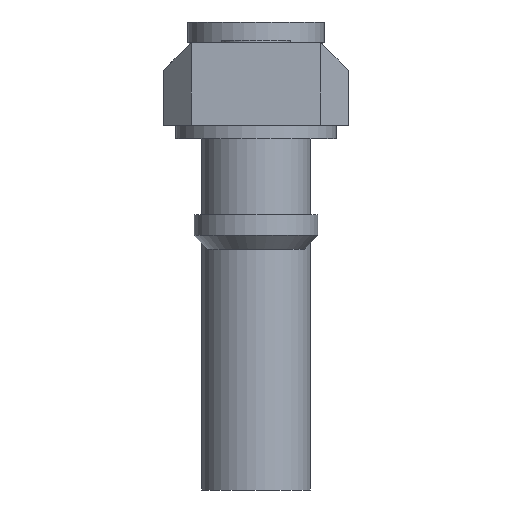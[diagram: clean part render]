
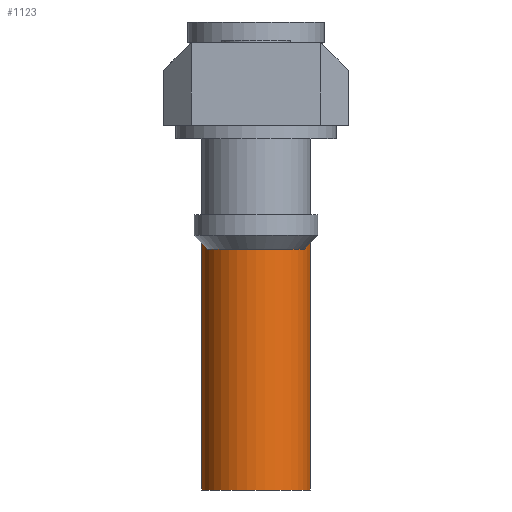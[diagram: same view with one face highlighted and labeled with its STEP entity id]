
A CAD part, left-side view. The second image highlights one B-rep face of the part: STEP entity #1123.
In plain terms, the highlighted cylindrical face has radius 3.95 mm (diameter 7.9 mm), a full revolution.
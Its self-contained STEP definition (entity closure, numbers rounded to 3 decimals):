
#137=FACE_OUTER_BOUND('',#210,.T.);
#210=EDGE_LOOP('',(#984,#985,#986,#987,#988,#989));
#308=LINE('',#1876,#405);
#405=VECTOR('',#1563,3.95);
#449=CIRCLE('',#1246,3.95);
#450=CIRCLE('',#1247,3.95);
#451=CIRCLE('',#1250,3.95);
#452=CIRCLE('',#1251,3.95);
#550=VERTEX_POINT('',#1866);
#551=VERTEX_POINT('',#1867);
#552=VERTEX_POINT('',#1872);
#553=VERTEX_POINT('',#1873);
#695=EDGE_CURVE('',#550,#551,#449,.T.);
#696=EDGE_CURVE('',#551,#550,#450,.T.);
#697=EDGE_CURVE('',#552,#553,#451,.T.);
#698=EDGE_CURVE('',#553,#552,#452,.T.);
#699=EDGE_CURVE('',#553,#551,#308,.T.);
#984=ORIENTED_EDGE('',*,*,#697,.F.);
#985=ORIENTED_EDGE('',*,*,#698,.F.);
#986=ORIENTED_EDGE('',*,*,#699,.T.);
#987=ORIENTED_EDGE('',*,*,#696,.T.);
#988=ORIENTED_EDGE('',*,*,#695,.T.);
#989=ORIENTED_EDGE('',*,*,#699,.F.);
#1002=CYLINDRICAL_SURFACE('',#1249,3.95);
#1123=ADVANCED_FACE('',(#137),#1002,.T.);
#1246=AXIS2_PLACEMENT_3D('',#1868,#1551,#1552);
#1247=AXIS2_PLACEMENT_3D('',#1869,#1553,#1554);
#1249=AXIS2_PLACEMENT_3D('',#1871,#1557,#1558);
#1250=AXIS2_PLACEMENT_3D('',#1874,#1559,#1560);
#1251=AXIS2_PLACEMENT_3D('',#1875,#1561,#1562);
#1551=DIRECTION('center_axis',(0.,0.,-1.));
#1552=DIRECTION('ref_axis',(1.,0.,0.));
#1553=DIRECTION('center_axis',(0.,0.,-1.));
#1554=DIRECTION('ref_axis',(1.,0.,0.));
#1557=DIRECTION('center_axis',(0.,0.,-1.));
#1558=DIRECTION('ref_axis',(-1.,0.,0.));
#1559=DIRECTION('center_axis',(0.,0.,-1.));
#1560=DIRECTION('ref_axis',(1.,0.,0.));
#1561=DIRECTION('center_axis',(0.,0.,-1.));
#1562=DIRECTION('ref_axis',(1.,0.,0.));
#1563=DIRECTION('',(0.,0.,1.));
#1866=CARTESIAN_POINT('',(3.819,18.933,19.255));
#1867=CARTESIAN_POINT('',(11.719,18.933,19.255));
#1868=CARTESIAN_POINT('Origin',(7.769,18.933,19.255));
#1869=CARTESIAN_POINT('Origin',(7.769,18.933,19.255));
#1871=CARTESIAN_POINT('Origin',(7.769,18.933,3.255));
#1872=CARTESIAN_POINT('',(3.819,18.933,-12.745));
#1873=CARTESIAN_POINT('',(11.719,18.933,-12.745));
#1874=CARTESIAN_POINT('Origin',(7.769,18.933,-12.745));
#1875=CARTESIAN_POINT('Origin',(7.769,18.933,-12.745));
#1876=CARTESIAN_POINT('',(11.719,18.933,3.255));
